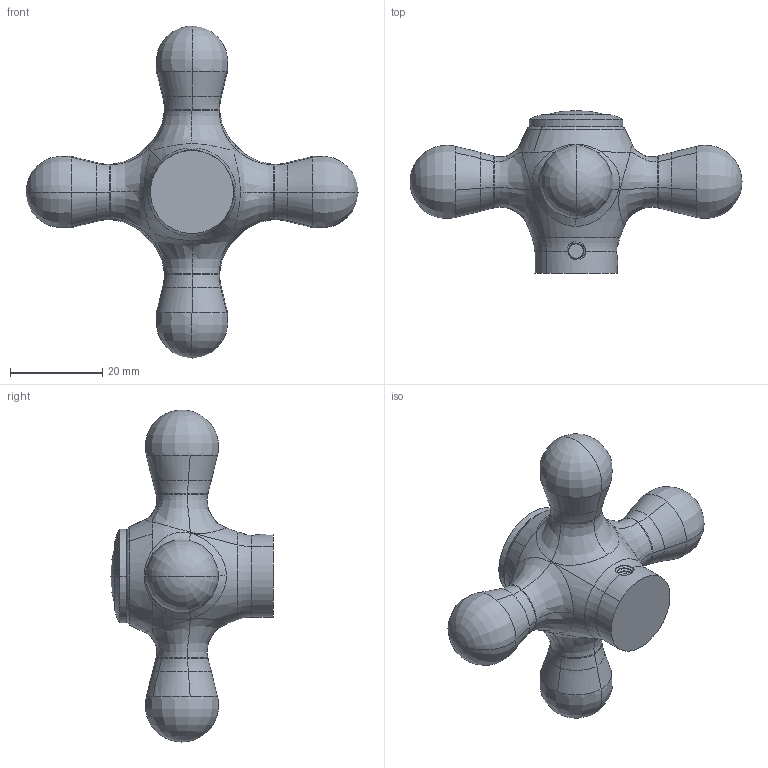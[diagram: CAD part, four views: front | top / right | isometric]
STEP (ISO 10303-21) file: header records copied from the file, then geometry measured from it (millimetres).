
FILE_DESCRIPTION((''),'2;1');
FILE_NAME('2-222_SW0001','2010-11-10T',('project'),(''),'PRO/ENGINEER BY PARAMETRIC TECHNOLOGY CORPORATION, 2009300','PRO/ENGINEER BY PARAMETRIC TECHNOLOGY CORPORATION, 2009300','');
FILE_SCHEMA(('CONFIG_CONTROL_DESIGN'));
Length unit declared in the file: inch
Products named in the file (1): 2-222_SW0001
Bounding box: 72.01 x 35.26 x 72.01 mm (x, y, z)
Surface area: 7369 mm2 (no closed solid volume)
Topology: 0 solids, 9 shells, 176 faces, 441 edges, 262 vertices
Faces by surface type: bspline 126, cylinder 30, cone 8, torus 6, plane 4, sphere 2
Entity records: 17400 total; most frequent: CARTESIAN_POINT 14269, ORIENTED_EDGE 807, EDGE_CURVE 431, B_SPLINE_CURVE_WITH_KNOTS 309, DIRECTION 278, VERTEX_POINT 262, EDGE_LOOP 176, FACE_OUTER_BOUND 176
